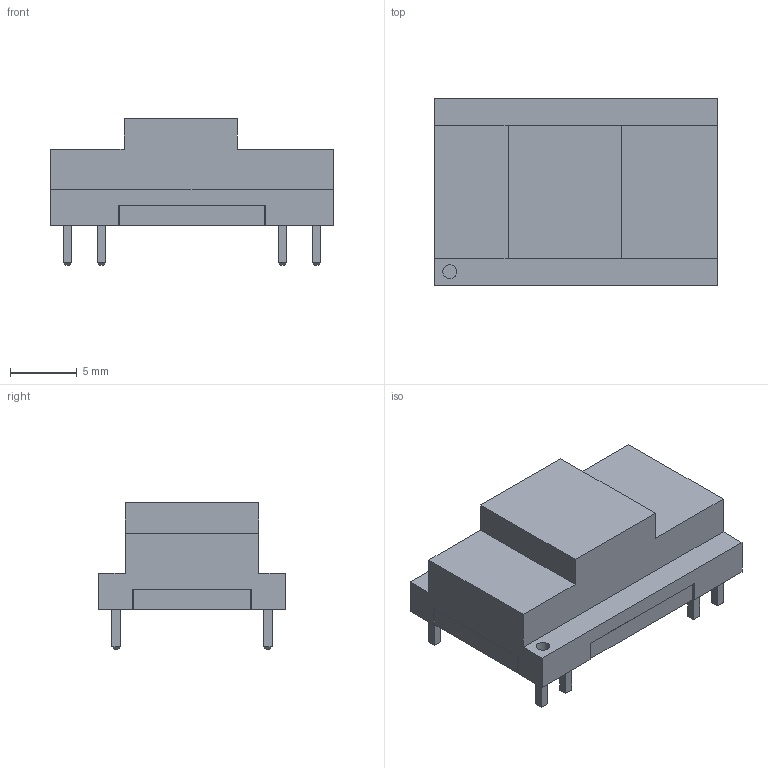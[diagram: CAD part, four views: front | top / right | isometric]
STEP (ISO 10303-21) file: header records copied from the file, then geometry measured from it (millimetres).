
FILE_DESCRIPTION(('FreeCAD Model'),'2;1');
FILE_NAME('Ag9900LP.step','2018-10-05T09:50:28',('Author'),(''), 'Open CASCADE STEP processor 7.2','FreeCAD','Unknown');
FILE_SCHEMA(('AUTOMOTIVE_DESIGN_CC2 { 1 2 10303 214 -1 1 5 4 }'));
Length unit declared in the file: millimetre
Products named in the file (1): Pocket
Bounding box: 21.19 x 14 x 11 mm (x, y, z)
Volume: 1634.3 mm3; surface area: 1208.1 mm2
Topology: 1 solids, 1 shells, 113 faces, 271 edges, 170 vertices
Faces by surface type: plane 112, cylinder 1
Full cylindrical faces by diameter (mm): 1.038 x1
Entity records: 6715 total; most frequent: CARTESIAN_POINT 1097, DIRECTION 1043, LINE 809, VECTOR 809, ORIENTED_EDGE 542, PCURVE 542, DEFINITIONAL_REPRESENTATION 542, EDGE_CURVE 271
